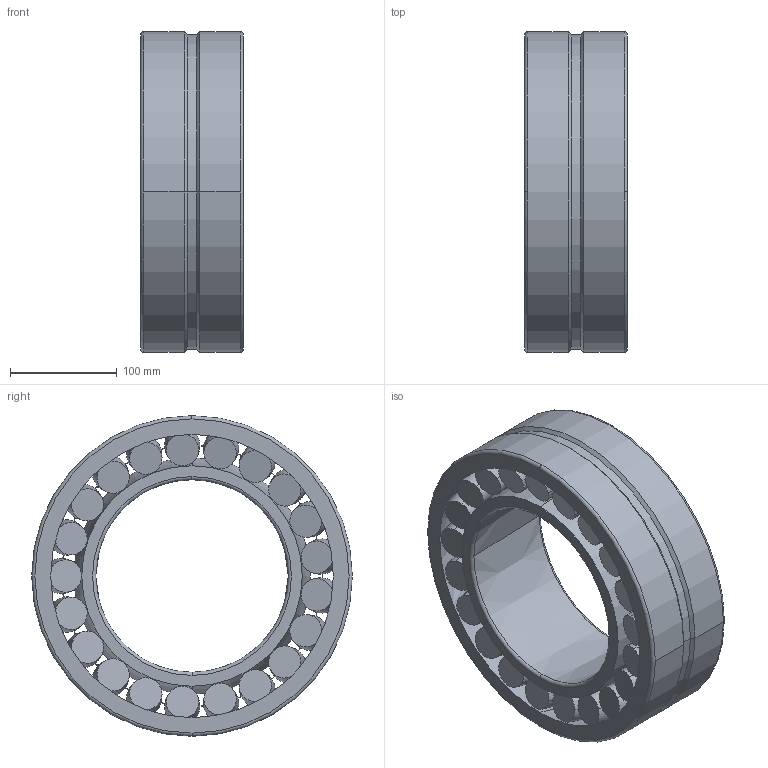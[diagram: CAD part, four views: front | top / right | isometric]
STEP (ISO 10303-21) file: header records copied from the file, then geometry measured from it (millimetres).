
FILE_DESCRIPTION(('STEP AP242'),'1');
FILE_NAME('snr_23136eakw33_2.stp','2024-11-11T10:19:00',('TraceParts'),('TraceParts S.A.'),'Spatial InterOp 3D',' ',' ');
FILE_SCHEMA(('AP242_MANAGED_MODEL_BASED_3D_ENGINEERING_MIM_LF {1 0 10303 442 1 1 4}'));
Length unit declared in the file: millimetre
Products named in the file (1): snr_23136eakw33_2_1
Bounding box: 96 x 300 x 300 mm (x, y, z)
Volume: 3149422.3 mm3; surface area: 563671.9 mm2
Topology: 4 solids, 4 shells, 290 faces, 776 edges, 569 vertices
Faces by surface type: torus 184, plane 88, cylinder 10, cone 6, sphere 2
Entity records: 14492 total; most frequent: CARTESIAN_POINT 7048, DIRECTION 1607, ORIENTED_EDGE 1544, AXIS2_PLACEMENT_3D 796, EDGE_CURVE 772, VERTEX_POINT 569, CIRCLE 502, EDGE_LOOP 379
